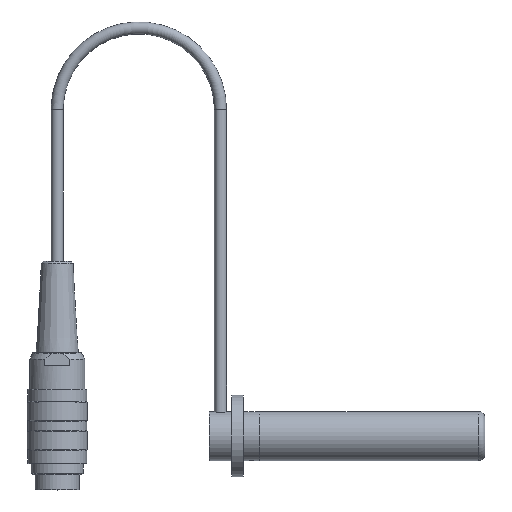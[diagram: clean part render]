
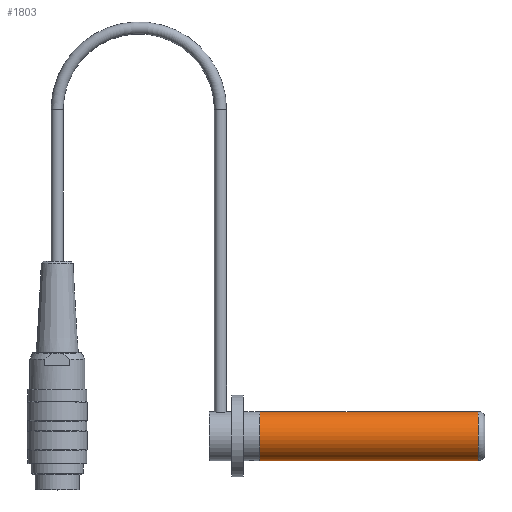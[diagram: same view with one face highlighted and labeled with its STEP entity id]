
A CAD part, top view. The second image highlights one B-rep face of the part: STEP entity #1803.
In plain terms, the highlighted cylindrical face has radius 7.5 mm (diameter 15 mm), a full revolution.
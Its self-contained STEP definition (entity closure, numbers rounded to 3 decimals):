
#309=FACE_BOUND('',#518,.T.);
#376=FACE_OUTER_BOUND('',#517,.T.);
#517=EDGE_LOOP('',(#1222));
#518=EDGE_LOOP('',(#1223));
#687=CIRCLE('',#1961,7.5);
#689=CIRCLE('',#1964,7.5);
#815=VERTEX_POINT('',#2975);
#817=VERTEX_POINT('',#2980);
#982=EDGE_CURVE('',#815,#815,#687,.T.);
#984=EDGE_CURVE('',#817,#817,#689,.T.);
#1222=ORIENTED_EDGE('',*,*,#984,.T.);
#1223=ORIENTED_EDGE('',*,*,#982,.F.);
#1631=CYLINDRICAL_SURFACE('',#1963,7.5);
#1803=ADVANCED_FACE('',(#376,#309),#1631,.T.);
#1961=AXIS2_PLACEMENT_3D('',#2976,#2223,#2224);
#1963=AXIS2_PLACEMENT_3D('',#2979,#2227,#2228);
#1964=AXIS2_PLACEMENT_3D('',#2981,#2229,#2230);
#2223=DIRECTION('center_axis',(1.,0.,0.));
#2224=DIRECTION('ref_axis',(0.,-1.,0.));
#2227=DIRECTION('center_axis',(1.,0.,0.));
#2228=DIRECTION('ref_axis',(0.,1.,0.));
#2229=DIRECTION('center_axis',(1.,0.,0.));
#2230=DIRECTION('ref_axis',(0.,0.,-1.));
#2975=CARTESIAN_POINT('',(76.,7.5,0.));
#2976=CARTESIAN_POINT('Origin',(76.,0.,0.));
#2979=CARTESIAN_POINT('Origin',(43.5,0.,0.));
#2980=CARTESIAN_POINT('',(9.,7.5,0.));
#2981=CARTESIAN_POINT('Origin',(9.,0.,0.));
